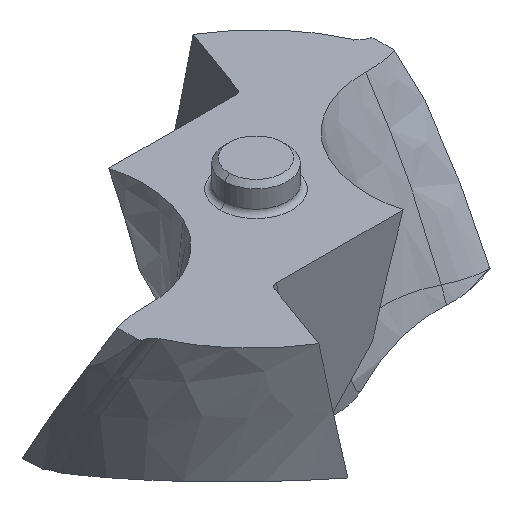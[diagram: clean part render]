
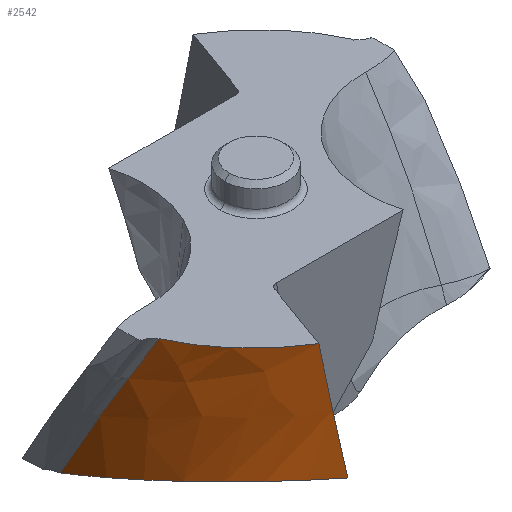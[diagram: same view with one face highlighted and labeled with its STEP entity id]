
A CAD part, isometric view. The second image highlights one B-rep face of the part: STEP entity #2542.
In plain terms, the highlighted free-form (B-spline) face has degree [3, 3] with [7, 5] control points.
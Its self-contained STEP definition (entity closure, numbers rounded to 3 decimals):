
#174=CARTESIAN_POINT('',(-3.22,-5.193,
0.));
#175=CARTESIAN_POINT('',(-3.646,-4.938,
0.));
#176=CARTESIAN_POINT('',(-4.6,-4.193,
0.));
#177=CARTESIAN_POINT('',(-5.298,-3.19,
0.));
#178=CARTESIAN_POINT('',(-5.595,-2.549,
0.));
#772=CARTESIAN_POINT('',(-6.15,-0.009,
-4.642));
#779=CARTESIAN_POINT('',(-2.617,-5.496,
-3.803));
#780=CARTESIAN_POINT('',(-2.706,-5.455,
-3.786));
#781=CARTESIAN_POINT('',(-2.882,-5.368,
-3.756));
#782=CARTESIAN_POINT('',(-3.137,-5.227,
-3.718));
#783=CARTESIAN_POINT('',(-3.384,-5.075,
-3.687));
#784=CARTESIAN_POINT('',(-3.621,-4.914,
-3.663));
#785=CARTESIAN_POINT('',(-3.85,-4.743,
-3.646));
#786=CARTESIAN_POINT('',(-4.068,-4.563,
-3.636));
#787=CARTESIAN_POINT('',(-4.276,-4.374,
-3.633));
#788=CARTESIAN_POINT('',(-4.475,-4.177,
-3.637));
#789=CARTESIAN_POINT('',(-4.664,-3.971,
-3.648));
#790=CARTESIAN_POINT('',(-4.843,-3.757,
-3.666));
#791=CARTESIAN_POINT('',(-5.013,-3.533,
-3.691));
#792=CARTESIAN_POINT('',(-5.173,-3.302,
-3.722));
#793=CARTESIAN_POINT('',(-5.321,-3.063,
-3.761));
#794=CARTESIAN_POINT('',(-5.459,-2.817,
-3.806));
#795=CARTESIAN_POINT('',(-5.585,-2.564,
-3.858));
#796=CARTESIAN_POINT('',(-5.7,-2.304,
-3.917));
#797=CARTESIAN_POINT('',(-5.802,-2.039,
-3.983));
#798=CARTESIAN_POINT('',(-5.892,-1.768,
-4.055));
#799=CARTESIAN_POINT('',(-5.969,-1.488,
-4.135));
#800=CARTESIAN_POINT('',(-6.034,-1.202,
-4.222));
#801=CARTESIAN_POINT('',(-6.086,-0.91,
-4.317));
#802=CARTESIAN_POINT('',(-6.123,-0.614,
-4.418));
#803=CARTESIAN_POINT('',(-6.145,-0.313,
-4.526));
#804=CARTESIAN_POINT('',(-6.15,-0.11,
-4.603));
#805=CARTESIAN_POINT('',(-6.15,-0.009,
-4.642));
#807=CARTESIAN_POINT('',(-6.15,-0.009,
-4.642));
#808=CARTESIAN_POINT('',(-6.154,-0.504,
-3.733));
#809=CARTESIAN_POINT('',(-6.047,-1.365,
-2.186));
#810=CARTESIAN_POINT('',(-5.749,-2.209,
-0.639));
#811=CARTESIAN_POINT('',(-5.595,-2.549,
0.));
#813=CARTESIAN_POINT('',(-3.22,-5.193,
0.));
#814=CARTESIAN_POINT('',(-3.187,-5.205,
-0.203));
#815=CARTESIAN_POINT('',(-3.121,-5.227,
-0.597));
#816=CARTESIAN_POINT('',(-3.029,-5.261,
-1.152));
#817=CARTESIAN_POINT('',(-2.944,-5.296,
-1.674));
#818=CARTESIAN_POINT('',(-2.866,-5.331,
-2.154));
#819=CARTESIAN_POINT('',(-2.77,-5.384,
-2.769));
#820=CARTESIAN_POINT('',(-2.69,-5.438,
-3.302));
#821=CARTESIAN_POINT('',(-2.64,-5.476,
-3.64));
#822=CARTESIAN_POINT('',(-2.617,-5.496,
-3.803));
#986=CARTESIAN_POINT('',(-3.22,-5.193,
0.));
#987=VERTEX_POINT('',#986);
#988=VERTEX_POINT('',#178);
#1021=VERTEX_POINT('',#772);
#1022=VERTEX_POINT('',#779);
#2499=CARTESIAN_POINT('',(-2.875,-5.432,
-4.689));
#2500=CARTESIAN_POINT('',(-2.505,-5.55,
-3.765));
#2501=CARTESIAN_POINT('',(-1.758,-5.772,
-2.187));
#2502=CARTESIAN_POINT('',(-0.812,-5.976,
-0.609));
#2503=CARTESIAN_POINT('',(-0.387,-6.052,
0.044));
#2504=CARTESIAN_POINT('',(-2.938,-5.398,
-4.689));
#2505=CARTESIAN_POINT('',(-2.569,-5.523,
-3.765));
#2506=CARTESIAN_POINT('',(-1.825,-5.755,
-2.187));
#2507=CARTESIAN_POINT('',(-0.88,-5.969,
-0.609));
#2508=CARTESIAN_POINT('',(-0.457,-6.049,
0.044));
#2509=CARTESIAN_POINT('',(-3.63,-5.018,
-4.689));
#2510=CARTESIAN_POINT('',(-3.278,-5.207,
-3.765));
#2511=CARTESIAN_POINT('',(-2.561,-5.549,
-2.187));
#2512=CARTESIAN_POINT('',(-1.644,-5.874,
-0.609));
#2513=CARTESIAN_POINT('',(-1.232,-6.,
0.044));
#2514=CARTESIAN_POINT('',(-4.806,-4.036,
-4.689));
#2515=CARTESIAN_POINT('',(-4.509,-4.342,
-3.765));
#2516=CARTESIAN_POINT('',(-3.886,-4.885,
-2.187));
#2517=CARTESIAN_POINT('',(-3.064,-5.409,
-0.609));
#2518=CARTESIAN_POINT('',(-2.69,-5.618,
0.044));
#2519=CARTESIAN_POINT('',(-5.912,-2.121,
-4.689));
#2520=CARTESIAN_POINT('',(-5.748,-2.558,
-3.765));
#2521=CARTESIAN_POINT('',(-5.352,-3.326,
-2.187));
#2522=CARTESIAN_POINT('',(-4.756,-4.075,
-0.609));
#2523=CARTESIAN_POINT('',(-4.477,-4.376,
0.044));
#2524=CARTESIAN_POINT('',(-6.16,-0.658,
-4.689));
#2525=CARTESIAN_POINT('',(-6.109,-1.148,
-3.765));
#2526=CARTESIAN_POINT('',(-5.909,-2.003,
-2.187));
#2527=CARTESIAN_POINT('',(-5.509,-2.84,
-0.609));
#2528=CARTESIAN_POINT('',(-5.31,-3.177,
0.044));
#2529=CARTESIAN_POINT('',(-6.15,0.082,
-4.689));
#2530=CARTESIAN_POINT('',(-6.161,-0.422,
-3.765));
#2531=CARTESIAN_POINT('',(-6.063,-1.303,
-2.187));
#2532=CARTESIAN_POINT('',(-5.767,-2.166,
-0.609));
#2533=CARTESIAN_POINT('',(-5.611,-2.514,
0.044));
#2534=B_SPLINE_SURFACE_WITH_KNOTS('',3,3,((#2499,#2500,#2501,#2502,#2503),
(#2504,#2505,#2506,#2507,#2508),(#2509,#2510,#2511,#2512,#2513),(#2514,#2515,
#2516,#2517,#2518),(#2519,#2520,#2521,#2522,#2523),(#2524,#2525,#2526,#2527,
#2528),(#2529,#2530,#2531,#2532,#2533)),.UNSPECIFIED.,.F.,.F.,.F.,(4,1,1,1,4),
(4,1,4),(0.225,0.25,0.5,0.75,1.008),(
0.071,3.272,5.535),.UNSPECIFIED.);
#2535=ORIENTED_EDGE('',*,*,#1721,.T.);
#2536=ORIENTED_EDGE('',*,*,#2486,.T.);
#2537=ORIENTED_EDGE('',*,*,#1314,.F.);
#2539=ORIENTED_EDGE('',*,*,#2538,.T.);
#2540=EDGE_LOOP('',(#2535,#2536,#2537,#2539));
#2541=FACE_OUTER_BOUND('',#2540,.F.);
#179=B_SPLINE_CURVE_WITH_KNOTS('',3,(#174,#175,#176,#177,#178),.UNSPECIFIED.,
.F.,.F.,(4,1,4),(0.,0.412,1.),.UNSPECIFIED.);
#806=B_SPLINE_CURVE_WITH_KNOTS('',3,(#779,#780,#781,#782,#783,#784,#785,#786,
#787,#788,#789,#790,#791,#792,#793,#794,#795,#796,#797,#798,#799,#800,#801,#802,
#803,#804,#805),.UNSPECIFIED.,.F.,.F.,(4,1,1,1,1,1,1,1,1,1,1,1,1,1,1,1,1,1,1,1,
1,1,1,1,4),(0.,0.042,0.083,0.125,0.167,
0.208,0.25,0.292,0.333,0.375,
0.417,0.458,0.5,0.542,0.583,
0.625,0.667,0.708,0.75,0.792,
0.833,0.875,0.917,0.958,1.),
.UNSPECIFIED.);
#812=B_SPLINE_CURVE_WITH_KNOTS('',3,(#807,#808,#809,#810,#811),.UNSPECIFIED.,
.F.,.F.,(4,1,4),(0.,0.587,1.),.UNSPECIFIED.);
#823=B_SPLINE_CURVE_WITH_KNOTS('',3,(#813,#814,#815,#816,#817,#818,#819,#820,
#821,#822),.UNSPECIFIED.,.F.,.F.,(4,1,1,1,1,1,1,4),(0.,0.143,
0.286,0.429,0.571,0.714,
0.857,1.),.UNSPECIFIED.);
#1314=EDGE_CURVE('',#987,#988,#179,.T.);
#1721=EDGE_CURVE('',#1022,#1021,#806,.T.);
#2486=EDGE_CURVE('',#1021,#988,#812,.T.);
#2538=EDGE_CURVE('',#987,#1022,#823,.T.);
#2542=ADVANCED_FACE('',(#2541),#2534,.F.);
